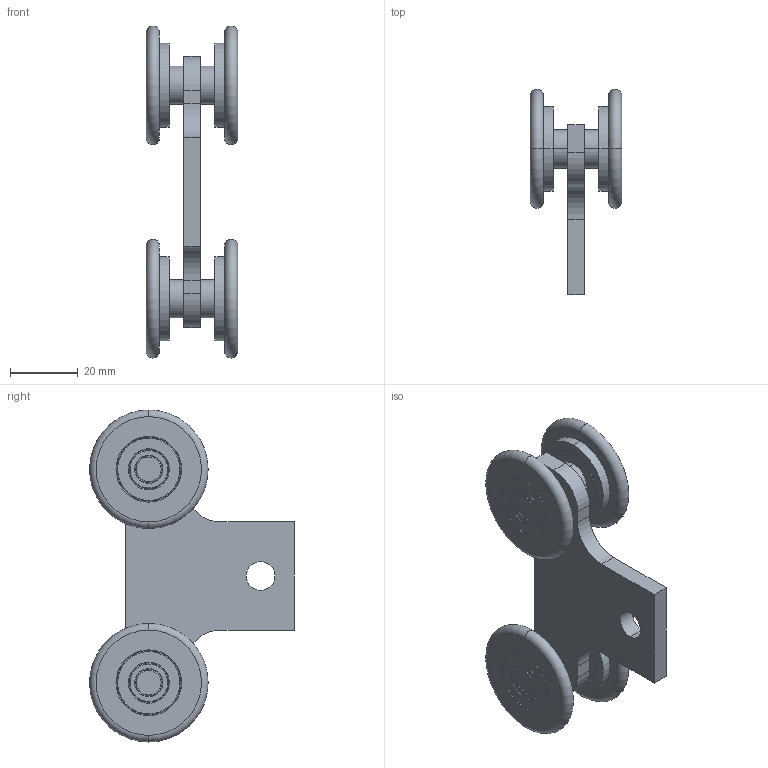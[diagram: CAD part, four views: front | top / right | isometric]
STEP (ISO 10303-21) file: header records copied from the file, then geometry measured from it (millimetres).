
FILE_DESCRIPTION (( 'STEP AP214' ), '1' );
FILE_NAME ('05345-4 Wheel Curtain Trolley Double Zinc 98mm.STEP', '2018-11-29T03:55:15', ( '' ), ( '' ), 'SwSTEP 2.0', 'SolidWorks 2018', '' );
FILE_SCHEMA (( 'AUTOMOTIVE_DESIGN' ));
Length unit declared in the file: millimetre
Products named in the file (2): 05345-4 Wheel Curtain Trolley Double Zinc 98mm
Bounding box: 27 x 60.5 x 98 mm (x, y, z)
Volume: 33567.3 mm3; surface area: 16019.9 mm2
Topology: 1 solids, 1 shells, 481 faces, 1166 edges, 756 vertices
Faces by surface type: plane 218, bspline 105, cylinder 86, torus 72
Entity records: 20291 total; most frequent: CARTESIAN_POINT 9166, ORIENTED_EDGE 2332, DIRECTION 2036, EDGE_CURVE 1166, VERTEX_POINT 756, AXIS2_PLACEMENT_3D 702, VECTOR 632, LINE 632
